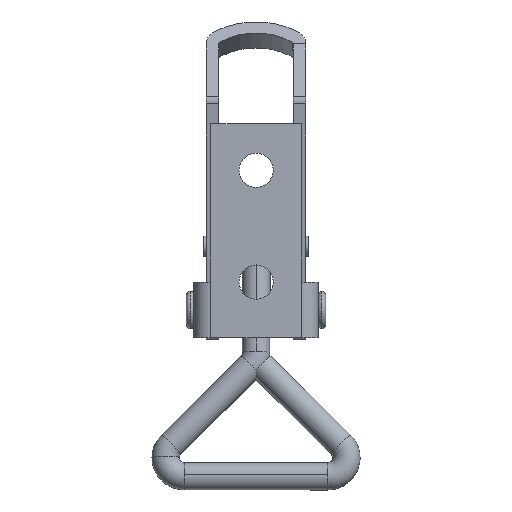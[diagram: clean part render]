
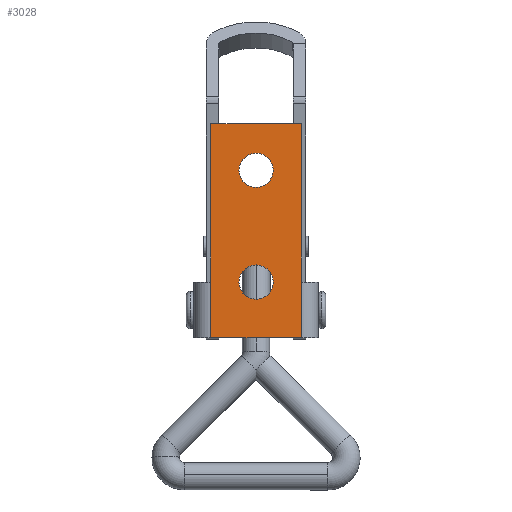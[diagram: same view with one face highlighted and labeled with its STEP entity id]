
A CAD part, front view. The second image highlights one B-rep face of the part: STEP entity #3028.
In plain terms, the highlighted planar face has unit normal (0, -1, 0).
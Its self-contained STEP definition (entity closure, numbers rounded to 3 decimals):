
#21 = VERTEX_POINT ( 'NONE', #138 ) ;
#22 = CARTESIAN_POINT ( 'NONE',  ( 0.006, -2., -7.5 ) ) ;
#39 = CARTESIAN_POINT ( 'NONE',  ( -16.25, -2., -30. ) ) ;
#71 = EDGE_CURVE ( 'NONE', #1832, #3094, #1031, .T. ) ;
#109 = VECTOR ( 'NONE', #2937, 1000. ) ;
#120 = CARTESIAN_POINT ( 'NONE',  ( -7.263, -2., -25.5 ) ) ;
#129 = DIRECTION ( 'NONE',  ( 0., 1., 0. ) ) ;
#138 = CARTESIAN_POINT ( 'NONE',  ( 0.007, -2., -22.75 ) ) ;
#165 = AXIS2_PLACEMENT_3D ( 'NONE', #39, #2722, #911 ) ;
#170 = VECTOR ( 'NONE', #3788, 1000. ) ;
#173 = VERTEX_POINT ( 'NONE', #3261 ) ;
#195 = EDGE_CURVE ( 'NONE', #1343, #1461, #2393, .T. ) ;
#205 = ORIENTED_EDGE ( 'NONE', *, *, #217, .F. ) ;
#217 = EDGE_CURVE ( 'NONE', #1461, #1742, #716, .T. ) ;
#227 = EDGE_CURVE ( 'NONE', #3642, #1832, #1502, .T. ) ;
#244 = ORIENTED_EDGE ( 'NONE', *, *, #3113, .T. ) ;
#248 = VECTOR ( 'NONE', #3767, 1000. ) ;
#262 = VERTEX_POINT ( 'NONE', #2824 ) ;
#300 = DIRECTION ( 'NONE',  ( 0., 0., 1. ) ) ;
#493 = CARTESIAN_POINT ( 'NONE',  ( 7.25, -2., 0. ) ) ;
#520 = VECTOR ( 'NONE', #1612, 1000. ) ;
#702 = LINE ( 'NONE', #2979, #3784 ) ;
#709 = DIRECTION ( 'NONE',  ( 0., 0., 1. ) ) ;
#716 = LINE ( 'NONE', #2546, #2299 ) ;
#760 = DIRECTION ( 'NONE',  ( -1., 0., 0. ) ) ;
#779 = DIRECTION ( 'NONE',  ( 1., 0., 0. ) ) ;
#900 = EDGE_LOOP ( 'NONE', ( #244, #1481 ) ) ;
#901 = PLANE ( 'NONE',  #165 ) ;
#911 = DIRECTION ( 'NONE',  ( 0., 0., 1. ) ) ;
#963 = EDGE_CURVE ( 'NONE', #3642, #173, #1306, .T. ) ;
#1007 = FACE_BOUND ( 'NONE', #900, .T. ) ;
#1013 = EDGE_CURVE ( 'NONE', #1742, #173, #3503, .T. ) ;
#1031 = LINE ( 'NONE', #2349, #248 ) ;
#1065 = ORIENTED_EDGE ( 'NONE', *, *, #2167, .T. ) ;
#1131 = DIRECTION ( 'NONE',  ( 0., 1., 0. ) ) ;
#1190 = AXIS2_PLACEMENT_3D ( 'NONE', #2943, #1131, #3233 ) ;
#1306 = LINE ( 'NONE', #3417, #520 ) ;
#1343 = VERTEX_POINT ( 'NONE', #1813 ) ;
#1423 = EDGE_LOOP ( 'NONE', ( #1065, #3586 ) ) ;
#1436 = ORIENTED_EDGE ( 'NONE', *, *, #195, .F. ) ;
#1438 = VERTEX_POINT ( 'NONE', #3582 ) ;
#1461 = VERTEX_POINT ( 'NONE', #3027 ) ;
#1481 = ORIENTED_EDGE ( 'NONE', *, *, #2941, .T. ) ;
#1502 = LINE ( 'NONE', #3492, #2208 ) ;
#1543 = ORIENTED_EDGE ( 'NONE', *, *, #963, .T. ) ;
#1557 = DIRECTION ( 'NONE',  ( 0., 1., 0. ) ) ;
#1561 = AXIS2_PLACEMENT_3D ( 'NONE', #3355, #1557, #3649 ) ;
#1612 = DIRECTION ( 'NONE',  ( 0., 0., -1. ) ) ;
#1742 = VERTEX_POINT ( 'NONE', #2226 ) ;
#1813 = CARTESIAN_POINT ( 'NONE',  ( 7.25, -2., -25.5 ) ) ;
#1820 = CIRCLE ( 'NONE', #1561, 2.75 ) ;
#1832 = VERTEX_POINT ( 'NONE', #3039 ) ;
#2002 = CIRCLE ( 'NONE', #2649, 2.75 ) ;
#2081 = DIRECTION ( 'NONE',  ( 0., 1., 0. ) ) ;
#2167 = EDGE_CURVE ( 'NONE', #21, #1438, #2608, .T. ) ;
#2208 = VECTOR ( 'NONE', #3155, 1000. ) ;
#2226 = CARTESIAN_POINT ( 'NONE',  ( 7.263, -2., -34.5 ) ) ;
#2250 = CARTESIAN_POINT ( 'NONE',  ( -16.25, -2., -34.5 ) ) ;
#2254 = EDGE_CURVE ( 'NONE', #3094, #3130, #702, .T. ) ;
#2299 = VECTOR ( 'NONE', #2515, 1000. ) ;
#2349 = CARTESIAN_POINT ( 'NONE',  ( -7.25, -2., 0. ) ) ;
#2393 = LINE ( 'NONE', #3003, #109 ) ;
#2442 = CARTESIAN_POINT ( 'NONE',  ( -7.25, -2., 0. ) ) ;
#2515 = DIRECTION ( 'NONE',  ( 0., 0., -1. ) ) ;
#2546 = CARTESIAN_POINT ( 'NONE',  ( 7.263, -2., -30. ) ) ;
#2561 = LINE ( 'NONE', #493, #170 ) ;
#2608 = CIRCLE ( 'NONE', #1190, 2.75 ) ;
#2610 = FACE_OUTER_BOUND ( 'NONE', #3240, .T. ) ;
#2630 = AXIS2_PLACEMENT_3D ( 'NONE', #3124, #129, #709 ) ;
#2649 = AXIS2_PLACEMENT_3D ( 'NONE', #22, #2081, #300 ) ;
#2722 = DIRECTION ( 'NONE',  ( 0., 1., 0. ) ) ;
#2743 = VERTEX_POINT ( 'NONE', #3483 ) ;
#2771 = CARTESIAN_POINT ( 'NONE',  ( 7.25, -2., 0. ) ) ;
#2824 = CARTESIAN_POINT ( 'NONE',  ( 0.006, -2., -10.25 ) ) ;
#2937 = DIRECTION ( 'NONE',  ( 1., 0., 0. ) ) ;
#2941 = EDGE_CURVE ( 'NONE', #262, #2743, #2002, .T. ) ;
#2943 = CARTESIAN_POINT ( 'NONE',  ( 0.007, -2., -25.5 ) ) ;
#2979 = CARTESIAN_POINT ( 'NONE',  ( 7.25, -2., 0. ) ) ;
#2993 = ORIENTED_EDGE ( 'NONE', *, *, #3234, .F. ) ;
#3003 = CARTESIAN_POINT ( 'NONE',  ( 7.25, -2., -25.5 ) ) ;
#3027 = CARTESIAN_POINT ( 'NONE',  ( 7.263, -2., -25.5 ) ) ;
#3028 = ADVANCED_FACE ( 'NONE', ( #3406, #1007, #2610 ), #901, .F. ) ;
#3039 = CARTESIAN_POINT ( 'NONE',  ( -7.25, -2., -25.5 ) ) ;
#3094 = VERTEX_POINT ( 'NONE', #2442 ) ;
#3113 = EDGE_CURVE ( 'NONE', #2743, #262, #1820, .T. ) ;
#3124 = CARTESIAN_POINT ( 'NONE',  ( 0.007, -2., -25.5 ) ) ;
#3130 = VERTEX_POINT ( 'NONE', #2771 ) ;
#3155 = DIRECTION ( 'NONE',  ( 1., 0., 0. ) ) ;
#3163 = ORIENTED_EDGE ( 'NONE', *, *, #1013, .F. ) ;
#3233 = DIRECTION ( 'NONE',  ( 0., 0., 1. ) ) ;
#3234 = EDGE_CURVE ( 'NONE', #3130, #1343, #2561, .T. ) ;
#3240 = EDGE_LOOP ( 'NONE', ( #205, #1436, #2993, #3729, #3323, #3629, #1543, #3163 ) ) ;
#3261 = CARTESIAN_POINT ( 'NONE',  ( -7.263, -2., -34.5 ) ) ;
#3323 = ORIENTED_EDGE ( 'NONE', *, *, #71, .F. ) ;
#3355 = CARTESIAN_POINT ( 'NONE',  ( 0.006, -2., -7.5 ) ) ;
#3406 = FACE_BOUND ( 'NONE', #1423, .T. ) ;
#3416 = VECTOR ( 'NONE', #760, 1000. ) ;
#3417 = CARTESIAN_POINT ( 'NONE',  ( -7.263, -2., -30. ) ) ;
#3483 = CARTESIAN_POINT ( 'NONE',  ( 0.006, -2., -4.75 ) ) ;
#3492 = CARTESIAN_POINT ( 'NONE',  ( -7.25, -2., -25.5 ) ) ;
#3503 = LINE ( 'NONE', #2250, #3416 ) ;
#3582 = CARTESIAN_POINT ( 'NONE',  ( 0.007, -2., -28.25 ) ) ;
#3586 = ORIENTED_EDGE ( 'NONE', *, *, #3651, .T. ) ;
#3629 = ORIENTED_EDGE ( 'NONE', *, *, #227, .F. ) ;
#3642 = VERTEX_POINT ( 'NONE', #120 ) ;
#3649 = DIRECTION ( 'NONE',  ( 0., 0., 1. ) ) ;
#3651 = EDGE_CURVE ( 'NONE', #1438, #21, #3740, .T. ) ;
#3729 = ORIENTED_EDGE ( 'NONE', *, *, #2254, .F. ) ;
#3740 = CIRCLE ( 'NONE', #2630, 2.75 ) ;
#3767 = DIRECTION ( 'NONE',  ( 0., 0., 1. ) ) ;
#3784 = VECTOR ( 'NONE', #779, 1000. ) ;
#3788 = DIRECTION ( 'NONE',  ( 0., 0., -1. ) ) ;
